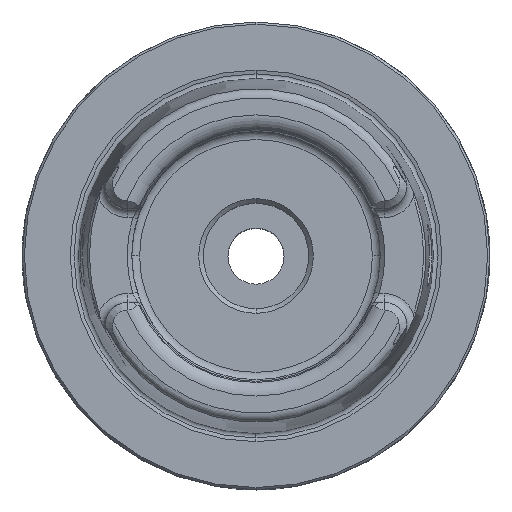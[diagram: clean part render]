
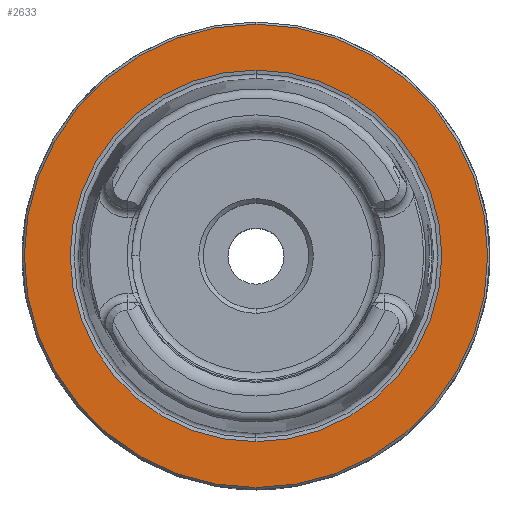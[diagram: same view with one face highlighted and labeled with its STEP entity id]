
A CAD part, top view. The second image highlights one B-rep face of the part: STEP entity #2633.
In plain terms, the highlighted planar face has unit normal (0, 0, 1).
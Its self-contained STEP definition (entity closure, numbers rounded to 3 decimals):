
#1709=EDGE_CURVE('NONE',#3903,#4221,#4590,.T.);
#1729=EDGE_CURVE('NONE',#2657,#2809,#4611,.T.);
#2633=ADVANCED_FACE('NONE',(#5611,#5612),#5613,.F.);
#2657=VERTEX_POINT('NONE',#5638);
#2809=VERTEX_POINT('NONE',#5802);
#3647=EDGE_CURVE('NONE',#2809,#2657,#6724,.F.);
#3903=VERTEX_POINT('NONE',#7007);
#4145=EDGE_CURVE('NONE',#4221,#3903,#7270,.T.);
#4221=VERTEX_POINT('NONE',#7353);
#4590=CIRCLE('',#8135,49.495);
#4611=CIRCLE('',#8195,39.697);
#5611=FACE_OUTER_BOUND('',#10370,.T.);
#5612=FACE_BOUND('',#10371,.T.);
#5613=PLANE('',#10372);
#5638=CARTESIAN_POINT('',(0.,-39.697,0.));
#5802=CARTESIAN_POINT('',(0.0,39.697,0.));
#6724=CIRCLE('',#13371,39.697);
#7007=CARTESIAN_POINT('',(0.,49.495,0.));
#7270=CIRCLE('',#14961,49.495);
#7353=CARTESIAN_POINT('',(0.0,-49.495,0.));
#8135=AXIS2_PLACEMENT_3D('',#15675,#15676,#15677);
#8195=AXIS2_PLACEMENT_3D('',#15699,#15700,#15701);
#10370=EDGE_LOOP('',(#16873,#16874));
#10371=EDGE_LOOP('',(#16875,#16876));
#10372=AXIS2_PLACEMENT_3D('',#16877,#16878,#16879);
#13371=AXIS2_PLACEMENT_3D('',#18034,#18035,#18036);
#14961=AXIS2_PLACEMENT_3D('',#18647,#18648,#18649);
#15675=CARTESIAN_POINT('',(0.0,0.,0.));
#15676=DIRECTION('',(0.0,0.0,1.0));
#15677=DIRECTION('',(0.0,-1.0,0.0));
#15699=CARTESIAN_POINT('',(0.0,0.,0.));
#15700=DIRECTION('',(0.0,0.0,1.0));
#15701=DIRECTION('',(0.0,1.0,-0.0));
#16873=ORIENTED_EDGE('',*,*,#4145,.T.);
#16874=ORIENTED_EDGE('',*,*,#1709,.T.);
#16875=ORIENTED_EDGE('',*,*,#3647,.F.);
#16876=ORIENTED_EDGE('',*,*,#1729,.F.);
#16877=CARTESIAN_POINT('',(0.0,-38.483,0.));
#16878=DIRECTION('',(0.0,0.0,-1.0));
#16879=DIRECTION('',(0.0,-1.0,0.0));
#18034=CARTESIAN_POINT('',(0.0,0.,0.));
#18035=DIRECTION('',(0.0,0.0,-1.0));
#18036=DIRECTION('',(0.0,1.0,0.0));
#18647=CARTESIAN_POINT('',(0.0,0.,0.));
#18648=DIRECTION('',(0.0,0.0,1.0));
#18649=DIRECTION('',(0.0,-1.0,0.0));
